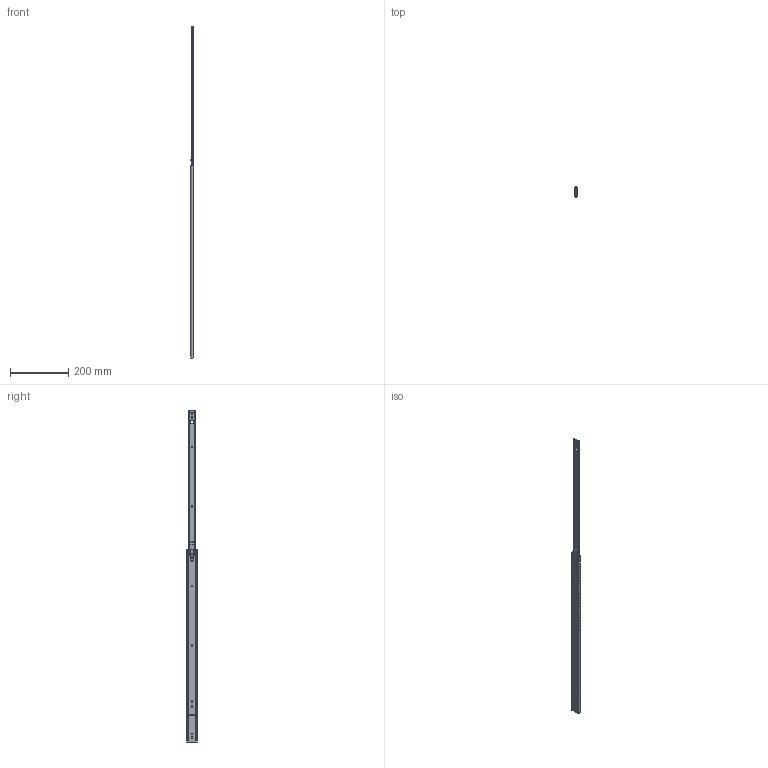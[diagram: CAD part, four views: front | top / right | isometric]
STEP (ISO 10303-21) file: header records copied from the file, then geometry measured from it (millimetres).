
FILE_DESCRIPTION(/* description */ ('Teilauszug Serie 016 660x476'),/* implementation_level */ '2;1');
FILE_NAME(/* name */ '07000053010.stp',/* time_stamp */ '2020-06-19T14:02:55+02:00',/* author */ ('Dennis Bruder'),/* organization */ (''),/* preprocessor_version */ 'ST-DEVELOPER v18',/* originating_system */ 'Autodesk Inventor 2020',/* authorisation */ '');
FILE_SCHEMA (('AUTOMOTIVE_DESIGN { 1 0 10303 214 3 1 1 }'));
Products named in the file (1): 07000053010
Bounding box: 9.5 x 35.2 x 1135.7 mm (x, y, z)
Volume: 88901 mm3; surface area: 138820.5 mm2
Topology: 55 solids, 55 shells, 3066 faces, 9336 edges, 6039 vertices
Faces by surface type: plane 1140, cylinder 711, bspline 603, cone 302, torus 248, sphere 62
Full cylindrical faces by diameter (mm): 4 x25, 4.9 x2, 5 x3, 6 x1, 12.7 x1
Entity records: 127557 total; most frequent: CARTESIAN_POINT 49967, ORIENTED_EDGE 18000, DIRECTION 13866, EDGE_CURVE 9000, VERTEX_POINT 5939, AXIS2_PLACEMENT_3D 5205, LINE 3456, VECTOR 3456
